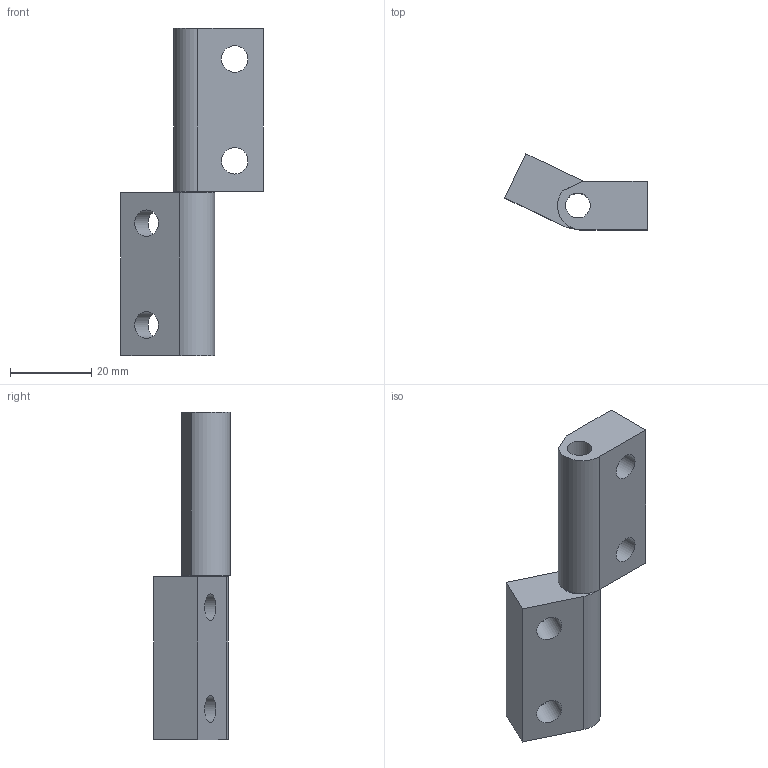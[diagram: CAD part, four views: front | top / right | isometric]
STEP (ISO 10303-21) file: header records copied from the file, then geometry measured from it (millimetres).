
FILE_DESCRIPTION(/* description */ (''),/* implementation_level */ '2;1');
FILE_NAME(/* name */ 'HR32-32.stp',/* time_stamp */ '2023-12-05T17:01:14+01:00',/* author */ ('maritza.dallavecchia'),/* organization */ (''),/* preprocessor_version */ 'ST-DEVELOPER v20',/* originating_system */ 'Autodesk Inventor 2024',/* authorisation */ '');
FILE_SCHEMA (('AUTOMOTIVE_DESIGN { 1 0 10303 214 3 1 1 }'));
Length unit declared in the file: millimetre
Products named in the file (3): HR32-32; rondella_cerniera; HR32-32-01
Assembly tree (3 placements, depth 2):
  HR32-32
    HR32-32-01  x2
    rondella_cerniera
Bounding box: 34.92 x 18.75 x 80.3 mm (x, y, z)
Volume: 14782.1 mm3; surface area: 8454.6 mm2
Topology: 3 solids, 3 shells, 32 faces, 66 edges, 44 vertices
Faces by surface type: plane 18, cylinder 14
Full cylindrical faces by diameter (mm): 6.1 x2, 6.2 x1, 6.5 x4, 9.8 x1, 10.5 x4
Entity records: 607 total; most frequent: DIRECTION 100, CARTESIAN_POINT 84, ORIENTED_EDGE 72, AXIS2_PLACEMENT_3D 40, EDGE_CURVE 36, EDGE_LOOP 28, VERTEX_POINT 24, LINE 20
